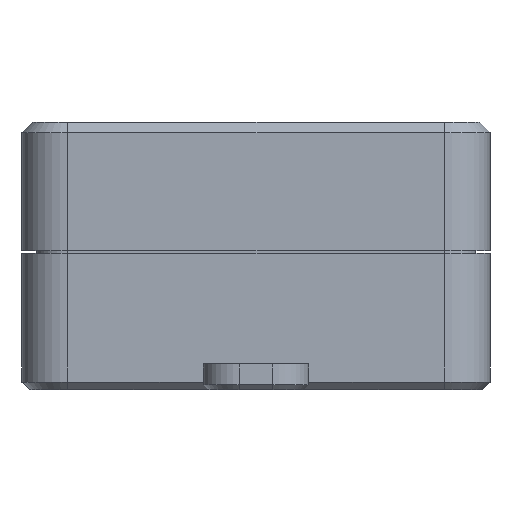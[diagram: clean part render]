
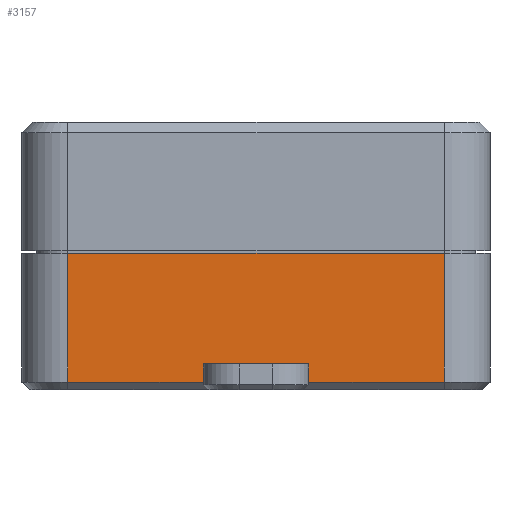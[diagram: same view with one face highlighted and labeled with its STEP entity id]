
A CAD part, left-side view. The second image highlights one B-rep face of the part: STEP entity #3157.
In plain terms, the highlighted planar face has unit normal (-1, 0, 0).
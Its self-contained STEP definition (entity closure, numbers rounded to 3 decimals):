
#125=FACE_OUTER_BOUND('',#307,.T.);
#307=EDGE_LOOP('',(#2196,#2197,#2198,#2199,#2200,#2201,#2202,#2203));
#621=LINE('',#4644,#986);
#629=LINE('',#4673,#994);
#630=LINE('',#4677,#995);
#631=LINE('',#4679,#996);
#632=LINE('',#4681,#997);
#633=LINE('',#4683,#998);
#634=LINE('',#4685,#999);
#635=LINE('',#4686,#1000);
#986=VECTOR('',#3723,10.);
#994=VECTOR('',#3743,10.);
#995=VECTOR('',#3748,10.);
#996=VECTOR('',#3749,10.);
#997=VECTOR('',#3750,10.);
#998=VECTOR('',#3751,10.);
#999=VECTOR('',#3752,10.);
#1000=VECTOR('',#3753,10.);
#1352=VERTEX_POINT('',#4641);
#1353=VERTEX_POINT('',#4643);
#1362=VERTEX_POINT('',#4672);
#1363=VERTEX_POINT('',#4676);
#1364=VERTEX_POINT('',#4678);
#1365=VERTEX_POINT('',#4680);
#1366=VERTEX_POINT('',#4682);
#1367=VERTEX_POINT('',#4684);
#1671=EDGE_CURVE('',#1353,#1352,#621,.T.);
#1683=EDGE_CURVE('',#1353,#1362,#629,.T.);
#1685=EDGE_CURVE('',#1363,#1352,#630,.T.);
#1686=EDGE_CURVE('',#1364,#1363,#631,.T.);
#1687=EDGE_CURVE('',#1364,#1365,#632,.T.);
#1688=EDGE_CURVE('',#1365,#1366,#633,.T.);
#1689=EDGE_CURVE('',#1366,#1367,#634,.T.);
#1690=EDGE_CURVE('',#1362,#1367,#635,.T.);
#2196=ORIENTED_EDGE('',*,*,#1671,.T.);
#2197=ORIENTED_EDGE('',*,*,#1685,.F.);
#2198=ORIENTED_EDGE('',*,*,#1686,.F.);
#2199=ORIENTED_EDGE('',*,*,#1687,.T.);
#2200=ORIENTED_EDGE('',*,*,#1688,.T.);
#2201=ORIENTED_EDGE('',*,*,#1689,.T.);
#2202=ORIENTED_EDGE('',*,*,#1690,.F.);
#2203=ORIENTED_EDGE('',*,*,#1683,.F.);
#3023=PLANE('',#3372);
#3157=ADVANCED_FACE('',(#125),#3023,.T.);
#3372=AXIS2_PLACEMENT_3D('',#4675,#3746,#3747);
#3723=DIRECTION('',(0.,1.,0.));
#3743=DIRECTION('',(0.,0.,-1.));
#3746=DIRECTION('center_axis',(-1.,0.,0.));
#3747=DIRECTION('ref_axis',(0.,-1.,0.));
#3748=DIRECTION('',(0.,0.,1.));
#3749=DIRECTION('',(0.,1.,0.));
#3750=DIRECTION('',(0.,0.,1.));
#3751=DIRECTION('',(0.,-1.,0.));
#3752=DIRECTION('',(0.,0.,-1.));
#3753=DIRECTION('',(0.,1.,0.));
#4641=CARTESIAN_POINT('',(120.72,-170.15,6.28));
#4643=CARTESIAN_POINT('',(120.72,-199.02,6.28));
#4644=CARTESIAN_POINT('',(120.72,-175.617,6.28));
#4672=CARTESIAN_POINT('',(120.72,-199.02,-3.6));
#4673=CARTESIAN_POINT('',(120.72,-199.02,0.));
#4675=CARTESIAN_POINT('Origin',(120.72,-166.65,0.));
#4676=CARTESIAN_POINT('',(120.72,-170.15,-3.6));
#4677=CARTESIAN_POINT('',(120.72,-170.15,0.));
#4678=CARTESIAN_POINT('',(120.72,-180.535,-3.6));
#4679=CARTESIAN_POINT('',(120.72,-175.617,-3.6));
#4680=CARTESIAN_POINT('',(120.72,-180.535,-2.2));
#4681=CARTESIAN_POINT('',(120.72,-180.535,-2.1));
#4682=CARTESIAN_POINT('',(120.72,-188.635,-2.2));
#4683=CARTESIAN_POINT('',(120.72,-175.617,-2.2));
#4684=CARTESIAN_POINT('',(120.72,-188.635,-3.6));
#4685=CARTESIAN_POINT('',(120.72,-188.635,-2.1));
#4686=CARTESIAN_POINT('',(120.72,-175.617,-3.6));
